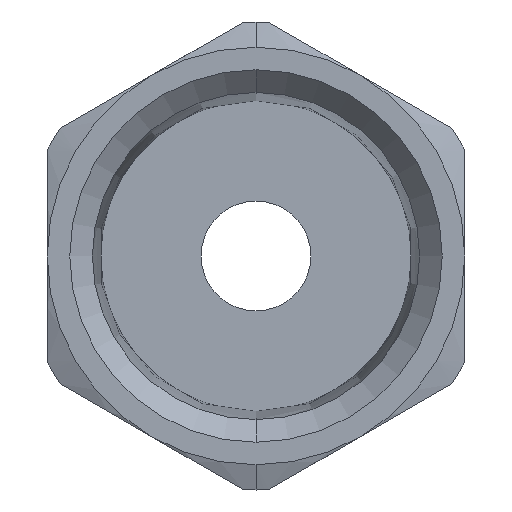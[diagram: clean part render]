
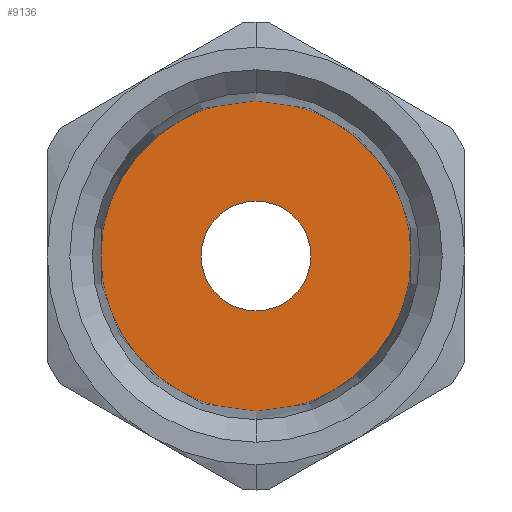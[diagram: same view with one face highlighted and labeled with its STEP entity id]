
A CAD part, left-side view. The second image highlights one B-rep face of the part: STEP entity #9136.
In plain terms, the highlighted planar face has unit normal (-1, 0, 0).
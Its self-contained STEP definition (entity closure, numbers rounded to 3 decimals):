
#377=CARTESIAN_POINT('',(-4.35,0.,-2.49));
#378=VERTEX_POINT('',#377);
#387=CARTESIAN_POINT('',(-4.35,0.,2.51));
#388=VERTEX_POINT('',#387);
#389=CARTESIAN_POINT('',(-4.35,0.,0.01));
#390=DIRECTION('',(-1.0,0.0,0.0));
#391=DIRECTION('',(0.0,0.0,-1.0));
#392=AXIS2_PLACEMENT_3D('',#389,#390,#391);
#393=CIRCLE('',#392,2.5);
#394=EDGE_CURVE('',#378,#388,#393,.T.);
#419=CARTESIAN_POINT('',(-4.35,0.0,7.079));
#420=VERTEX_POINT('',#419);
#429=CARTESIAN_POINT('',(-4.35,0.,-7.059));
#430=VERTEX_POINT('',#429);
#431=CARTESIAN_POINT('',(-4.35,0.0,0.01));
#432=DIRECTION('',(1.0,0.0,0.0));
#433=DIRECTION('',(0.0,0.0,1.0));
#434=AXIS2_PLACEMENT_3D('',#431,#432,#433);
#435=CIRCLE('',#434,7.069);
#436=EDGE_CURVE('',#420,#430,#435,.T.);
#9081=CARTESIAN_POINT('',(-4.35,0.0,0.01));
#9082=DIRECTION('',(1.0,0.0,0.0));
#9083=DIRECTION('',(0.0,0.0,1.0));
#9084=AXIS2_PLACEMENT_3D('',#9081,#9082,#9083);
#9085=CIRCLE('',#9084,7.069);
#9086=EDGE_CURVE('',#430,#420,#9085,.T.);
#9117=CARTESIAN_POINT('',(-4.35,0.0,3.544));
#9118=DIRECTION('',(1.0,0.0,0.0));
#9119=DIRECTION('',(0.0,0.0,-1.0));
#9120=AXIS2_PLACEMENT_3D('',#9117,#9118,#9119);
#9121=PLANE('',#9120);
#9122=ORIENTED_EDGE('',*,*,#436,.F.);
#9123=ORIENTED_EDGE('',*,*,#9086,.F.);
#9124=EDGE_LOOP('',(#9122,#9123));
#9125=FACE_OUTER_BOUND('',#9124,.T.);
#9126=CARTESIAN_POINT('',(-4.35,0.,0.01));
#9127=DIRECTION('',(-1.0,0.0,0.0));
#9128=DIRECTION('',(0.0,0.0,-1.0));
#9129=AXIS2_PLACEMENT_3D('',#9126,#9127,#9128);
#9130=CIRCLE('',#9129,2.5);
#9131=EDGE_CURVE('',#388,#378,#9130,.T.);
#9132=ORIENTED_EDGE('',*,*,#9131,.F.);
#9133=ORIENTED_EDGE('',*,*,#394,.F.);
#9134=EDGE_LOOP('',(#9132,#9133));
#9135=FACE_BOUND('',#9134,.T.);
#9136=ADVANCED_FACE('',(#9125,#9135),#9121,.F.);
